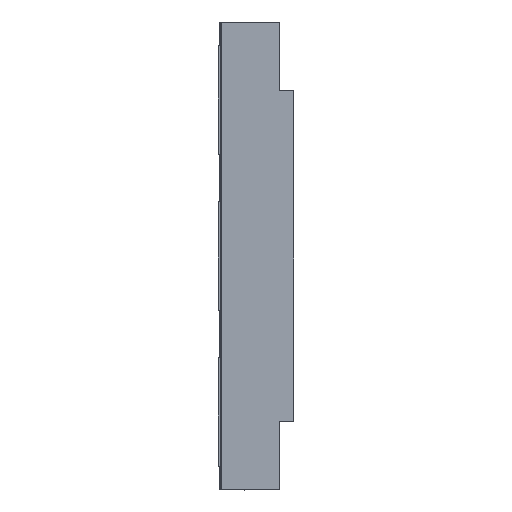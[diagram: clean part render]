
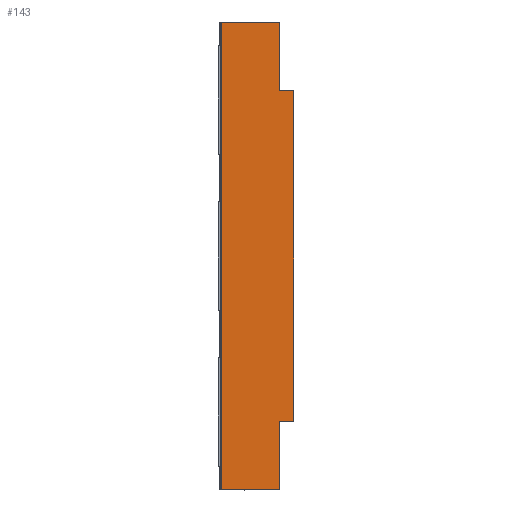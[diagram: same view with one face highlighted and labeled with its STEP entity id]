
A CAD part, top view. The second image highlights one B-rep face of the part: STEP entity #143.
In plain terms, the highlighted planar face has unit normal (0, 0, 1).
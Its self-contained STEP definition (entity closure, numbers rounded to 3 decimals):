
#143=ADVANCED_FACE('',(#283),#284,.T.);
#283=FACE_OUTER_BOUND('',#417,.T.);
#284=PLANE('',#418);
#417=EDGE_LOOP('',(#765,#766,#767,#768,#769,#770,#771,#772));
#418=AXIS2_PLACEMENT_3D('',#773,#774,#775);
#765=ORIENTED_EDGE('',*,*,#908,.T.);
#766=ORIENTED_EDGE('',*,*,#993,.T.);
#767=ORIENTED_EDGE('',*,*,#994,.F.);
#768=ORIENTED_EDGE('',*,*,#995,.F.);
#769=ORIENTED_EDGE('',*,*,#930,.T.);
#770=ORIENTED_EDGE('',*,*,#927,.T.);
#771=ORIENTED_EDGE('',*,*,#933,.T.);
#772=ORIENTED_EDGE('',*,*,#912,.T.);
#773=CARTESIAN_POINT('',(38.0,0.0,6.099));
#774=DIRECTION('',(0.0,0.0,1.0));
#775=DIRECTION('',(1.0,0.0,0.0));
#908=EDGE_CURVE('',#1110,#1108,#1111,.T.);
#912=EDGE_CURVE('',#1116,#1110,#1117,.T.);
#927=EDGE_CURVE('',#1140,#1138,#1141,.T.);
#930=EDGE_CURVE('',#1144,#1140,#1145,.T.);
#933=EDGE_CURVE('',#1138,#1116,#1148,.T.);
#993=EDGE_CURVE('',#1108,#1234,#1235,.T.);
#994=EDGE_CURVE('',#1236,#1234,#1237,.T.);
#995=EDGE_CURVE('',#1144,#1236,#1238,.T.);
#1108=VERTEX_POINT('',#1400);
#1110=VERTEX_POINT('',#1403);
#1111=LINE('',#1404,#1405);
#1116=VERTEX_POINT('',#1412);
#1117=LINE('',#1413,#1414);
#1138=VERTEX_POINT('',#1445);
#1140=VERTEX_POINT('',#1448);
#1141=LINE('',#1449,#1450);
#1144=VERTEX_POINT('',#1454);
#1145=LINE('',#1455,#1456);
#1148=LINE('',#1460,#1461);
#1234=VERTEX_POINT('',#1584);
#1235=LINE('',#1585,#1586);
#1236=VERTEX_POINT('',#1587);
#1237=LINE('',#1588,#1589);
#1238=LINE('',#1590,#1591);
#1400=CARTESIAN_POINT('',(59.0,450.0,6.099));
#1403=CARTESIAN_POINT('',(59.0,384.0,6.099));
#1404=CARTESIAN_POINT('',(59.0,208.5,6.099));
#1405=VECTOR('',#1656,1.0);
#1412=CARTESIAN_POINT('',(73.0,384.0,6.099));
#1413=CARTESIAN_POINT('',(52.0,384.0,6.099));
#1414=VECTOR('',#1659,1.0);
#1445=CARTESIAN_POINT('',(73.0,66.0,6.099));
#1448=CARTESIAN_POINT('',(59.0,66.0,6.099));
#1449=CARTESIAN_POINT('',(52.0,66.0,6.099));
#1450=VECTOR('',#1671,1.0);
#1454=CARTESIAN_POINT('',(59.0,0.0,6.099));
#1455=CARTESIAN_POINT('',(59.0,16.5,6.099));
#1456=VECTOR('',#1673,1.0);
#1460=CARTESIAN_POINT('',(73.0,0.0,6.099));
#1461=VECTOR('',#1675,1.0);
#1584=CARTESIAN_POINT('',(3.0,450.0,6.099));
#1585=CARTESIAN_POINT('',(73.0,450.0,6.099));
#1586=VECTOR('',#1731,1.0);
#1587=CARTESIAN_POINT('',(3.0,0.0,6.099));
#1588=CARTESIAN_POINT('',(3.0,0.0,6.099));
#1589=VECTOR('',#1732,1.0);
#1590=CARTESIAN_POINT('',(73.0,0.0,6.099));
#1591=VECTOR('',#1733,1.0);
#1656=DIRECTION('',(0.0,1.0,0.0));
#1659=DIRECTION('',(-1.0,0.0,0.0));
#1671=DIRECTION('',(1.0,0.0,0.0));
#1673=DIRECTION('',(0.0,1.0,0.0));
#1675=DIRECTION('',(0.0,1.0,0.0));
#1731=DIRECTION('',(-1.0,0.0,0.0));
#1732=DIRECTION('',(0.0,1.0,0.0));
#1733=DIRECTION('',(-1.0,0.0,0.0));
